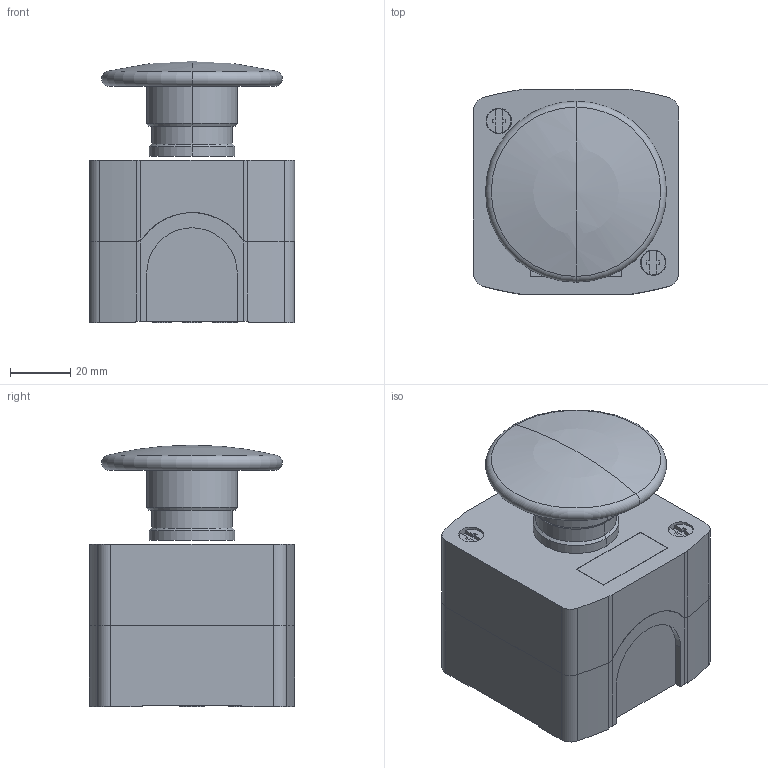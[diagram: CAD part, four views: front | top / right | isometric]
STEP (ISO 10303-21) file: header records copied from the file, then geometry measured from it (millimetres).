
FILE_DESCRIPTION((''),'2;1');
FILE_NAME('XALK178FH7-3D','2020-12-02T16:10:42',('SESA231899'),('Schneider-Electric'),'CREO PARAMETRIC BY PTC INC, 2019164','CREO PARAMETRIC BY PTC INC, 2019164','');
FILE_SCHEMA(('AP242_MANAGED_MODEL_BASED_3D_ENGINEERING_MIM_LF { 1 0 10303 442 1 1 4 }'));
Length unit declared in the file: millimetre
Products named in the file (1): XALK178FH7-3D
Bounding box: 68 x 68 x 86.72 mm (x, y, z)
Volume: 102201 mm3; surface area: 72508.2 mm2
Topology: 2 solids, 2 shells, 827 faces, 2332 edges, 1540 vertices
Faces by surface type: plane 605, cylinder 202, extrusion 8, cone 8, torus 2, sphere 2
Entity records: 54675 total; most frequent: CARTESIAN_POINT 31962, ORIENTED_EDGE 4660, DIRECTION 4423, EDGE_CURVE 2330, VECTOR 1781, LINE 1773, VERTEX_POINT 1540, AXIS2_PLACEMENT_3D 1321
